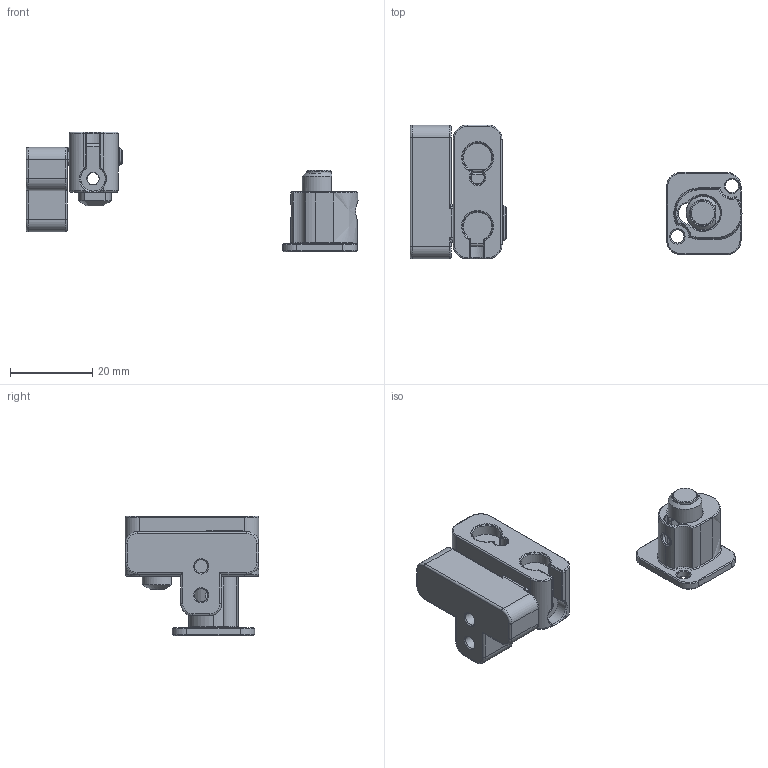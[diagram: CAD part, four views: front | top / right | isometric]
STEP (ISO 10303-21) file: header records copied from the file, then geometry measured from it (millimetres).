
FILE_DESCRIPTION(/* description */ (''),/* implementation_level */ '2;1');
FILE_NAME(/* name */ 'Prexz unklicky 01 v1.step',/* time_stamp */ '2022-04-10T15:44:17-05:00',/* author */ (''),/* organization */ (''),/* preprocessor_version */ 'ST-DEVELOPER v18.1',/* originating_system */ 'Autodesk Translation Framework v10.14.0.1471',/* authorisation */ '');
FILE_SCHEMA (('AUTOMOTIVE_DESIGN { 1 0 10303 214 3 1 1 }'));
Length unit declared in the file: millimetre
Products named in the file (3): Prexz unklicky 01; Probe Dock v2; z endstop
Assembly tree (2 placements, depth 2):
  Prexz unklicky 01
    Probe Dock v2
    z endstop
Bounding box: 80.61 x 32.5 x 29.04 mm (x, y, z)
Volume: 10623.3 mm3; surface area: 8314.6 mm2
Topology: 6 solids, 6 shells, 483 faces, 1223 edges, 736 vertices
Faces by surface type: cylinder 151, plane 128, bspline 119, cone 48, torus 35, sphere 2
Full cylindrical faces by diameter (mm): 3 x3, 3.2 x4, 4.7 x1, 5 x1, 6 x4, 6.05 x1
Entity records: 19026 total; most frequent: CARTESIAN_POINT 8088, ORIENTED_EDGE 2428, DIRECTION 2018, EDGE_CURVE 1214, AXIS2_PLACEMENT_3D 771, VERTEX_POINT 737, EDGE_LOOP 503, FACE_OUTER_BOUND 483
